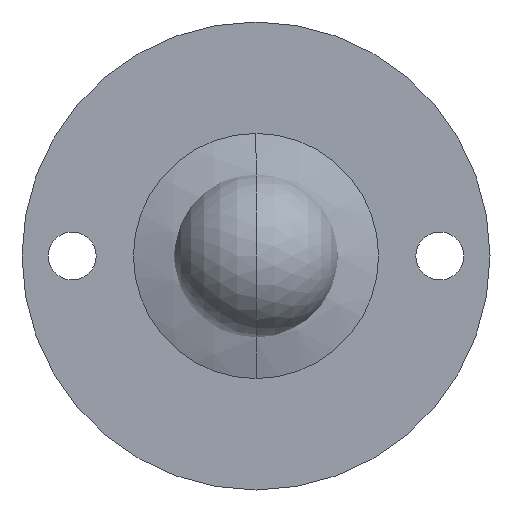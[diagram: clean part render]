
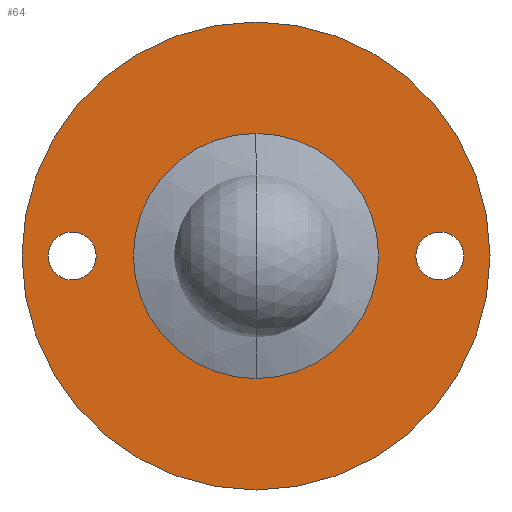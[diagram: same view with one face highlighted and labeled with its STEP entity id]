
A CAD part, front view. The second image highlights one B-rep face of the part: STEP entity #64.
In plain terms, the highlighted planar face has unit normal (0, -1, 0).
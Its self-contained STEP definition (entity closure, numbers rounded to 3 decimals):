
#1 = CARTESIAN_POINT ( 'NONE',  ( 0., 0., 11. ) ) ;
#7 = PLANE ( 'NONE',  #377 ) ;
#17 = DIRECTION ( 'NONE',  ( 0., 1., 0. ) ) ;
#19 = AXIS2_PLACEMENT_3D ( 'NONE', #219, #51, #435 ) ;
#35 = EDGE_LOOP ( 'NONE', ( #164, #344 ) ) ;
#38 = VERTEX_POINT ( 'NONE', #1 ) ;
#40 = VERTEX_POINT ( 'NONE', #176 ) ;
#47 = CARTESIAN_POINT ( 'NONE',  ( 0., 0., 0. ) ) ;
#51 = DIRECTION ( 'NONE',  ( 0., 1., 0. ) ) ;
#53 = DIRECTION ( 'NONE',  ( 0., 0., 1. ) ) ;
#60 = CARTESIAN_POINT ( 'NONE',  ( 0., 0., 0. ) ) ;
#61 = ORIENTED_EDGE ( 'NONE', *, *, #364, .F. ) ;
#64 = ADVANCED_FACE ( 'NONE', ( #290, #115, #429, #159 ), #7, .F. ) ;
#67 = EDGE_CURVE ( 'NONE', #76, #182, #160, .T. ) ;
#69 = CIRCLE ( 'NONE', #289, 11. ) ;
#75 = EDGE_LOOP ( 'NONE', ( #386, #200 ) ) ;
#76 = VERTEX_POINT ( 'NONE', #254 ) ;
#87 = AXIS2_PLACEMENT_3D ( 'NONE', #122, #17, #53 ) ;
#97 = CARTESIAN_POINT ( 'NONE',  ( 0., 0., -21. ) ) ;
#102 = DIRECTION ( 'NONE',  ( 0., 0., 1. ) ) ;
#115 = FACE_BOUND ( 'NONE', #75, .T. ) ;
#117 = DIRECTION ( 'NONE',  ( 0., 1., 0. ) ) ;
#122 = CARTESIAN_POINT ( 'NONE',  ( 16.5, 0., 0. ) ) ;
#126 = EDGE_CURVE ( 'NONE', #182, #76, #180, .T. ) ;
#130 = VERTEX_POINT ( 'NONE', #323 ) ;
#133 = CARTESIAN_POINT ( 'NONE',  ( 16.5, 0., 2.15 ) ) ;
#134 = ORIENTED_EDGE ( 'NONE', *, *, #126, .T. ) ;
#148 = CIRCLE ( 'NONE', #209, 21. ) ;
#158 = CARTESIAN_POINT ( 'NONE',  ( 0., 0., 21. ) ) ;
#159 = FACE_BOUND ( 'NONE', #35, .T. ) ;
#160 = CIRCLE ( 'NONE', #87, 2.15 ) ;
#162 = DIRECTION ( 'NONE',  ( 0., 0., 1. ) ) ;
#164 = ORIENTED_EDGE ( 'NONE', *, *, #177, .T. ) ;
#166 = CARTESIAN_POINT ( 'NONE',  ( -16.5, 0., 0. ) ) ;
#173 = CIRCLE ( 'NONE', #430, 2.15 ) ;
#176 = CARTESIAN_POINT ( 'NONE',  ( -16.5, 0., -2.15 ) ) ;
#177 = EDGE_CURVE ( 'NONE', #130, #38, #329, .T. ) ;
#180 = CIRCLE ( 'NONE', #19, 2.15 ) ;
#181 = AXIS2_PLACEMENT_3D ( 'NONE', #215, #186, #184 ) ;
#182 = VERTEX_POINT ( 'NONE', #133 ) ;
#184 = DIRECTION ( 'NONE',  ( 0., 0., 1. ) ) ;
#186 = DIRECTION ( 'NONE',  ( 0., 1., 0. ) ) ;
#200 = ORIENTED_EDGE ( 'NONE', *, *, #225, .T. ) ;
#209 = AXIS2_PLACEMENT_3D ( 'NONE', #335, #233, #102 ) ;
#214 = EDGE_LOOP ( 'NONE', ( #134, #350 ) ) ;
#215 = CARTESIAN_POINT ( 'NONE',  ( 0., 0., 0. ) ) ;
#219 = CARTESIAN_POINT ( 'NONE',  ( 16.5, 0., 0. ) ) ;
#225 = EDGE_CURVE ( 'NONE', #40, #422, #250, .T. ) ;
#228 = EDGE_CURVE ( 'NONE', #411, #297, #148, .T. ) ;
#233 = DIRECTION ( 'NONE',  ( 0., 1., 0. ) ) ;
#236 = ORIENTED_EDGE ( 'NONE', *, *, #228, .F. ) ;
#250 = CIRCLE ( 'NONE', #343, 2.15 ) ;
#254 = CARTESIAN_POINT ( 'NONE',  ( 16.5, 0., -2.15 ) ) ;
#257 = DIRECTION ( 'NONE',  ( 0., 0., 1. ) ) ;
#262 = CARTESIAN_POINT ( 'NONE',  ( -16.5, 0., 0. ) ) ;
#268 = DIRECTION ( 'NONE',  ( 0., 1., 0. ) ) ;
#286 = DIRECTION ( 'NONE',  ( 0., 1., 0. ) ) ;
#289 = AXIS2_PLACEMENT_3D ( 'NONE', #47, #286, #431 ) ;
#290 = FACE_BOUND ( 'NONE', #214, .T. ) ;
#297 = VERTEX_POINT ( 'NONE', #97 ) ;
#323 = CARTESIAN_POINT ( 'NONE',  ( 0., 0., -11. ) ) ;
#329 = CIRCLE ( 'NONE', #391, 11. ) ;
#331 = DIRECTION ( 'NONE',  ( 0., 0., 1. ) ) ;
#335 = CARTESIAN_POINT ( 'NONE',  ( 0., 0., 0. ) ) ;
#343 = AXIS2_PLACEMENT_3D ( 'NONE', #166, #410, #444 ) ;
#344 = ORIENTED_EDGE ( 'NONE', *, *, #356, .T. ) ;
#350 = ORIENTED_EDGE ( 'NONE', *, *, #67, .T. ) ;
#356 = EDGE_CURVE ( 'NONE', #38, #130, #69, .T. ) ;
#364 = EDGE_CURVE ( 'NONE', #297, #411, #415, .T. ) ;
#377 = AXIS2_PLACEMENT_3D ( 'NONE', #438, #117, #257 ) ;
#386 = ORIENTED_EDGE ( 'NONE', *, *, #421, .T. ) ;
#391 = AXIS2_PLACEMENT_3D ( 'NONE', #60, #268, #331 ) ;
#405 = DIRECTION ( 'NONE',  ( 0., 1., 0. ) ) ;
#410 = DIRECTION ( 'NONE',  ( 0., 1., 0. ) ) ;
#411 = VERTEX_POINT ( 'NONE', #158 ) ;
#415 = CIRCLE ( 'NONE', #181, 21. ) ;
#416 = EDGE_LOOP ( 'NONE', ( #236, #61 ) ) ;
#421 = EDGE_CURVE ( 'NONE', #422, #40, #173, .T. ) ;
#422 = VERTEX_POINT ( 'NONE', #436 ) ;
#429 = FACE_OUTER_BOUND ( 'NONE', #416, .T. ) ;
#430 = AXIS2_PLACEMENT_3D ( 'NONE', #262, #405, #162 ) ;
#431 = DIRECTION ( 'NONE',  ( 0., 0., 1. ) ) ;
#435 = DIRECTION ( 'NONE',  ( 0., 0., 1. ) ) ;
#436 = CARTESIAN_POINT ( 'NONE',  ( -16.5, 0., 2.15 ) ) ;
#438 = CARTESIAN_POINT ( 'NONE',  ( 0., 0., -21. ) ) ;
#444 = DIRECTION ( 'NONE',  ( 0., 0., 1. ) ) ;
